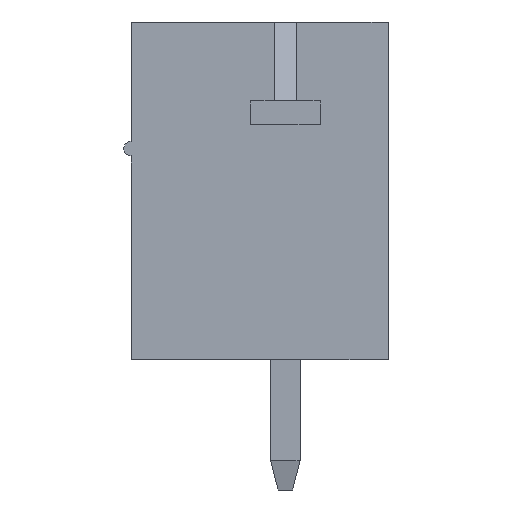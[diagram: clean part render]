
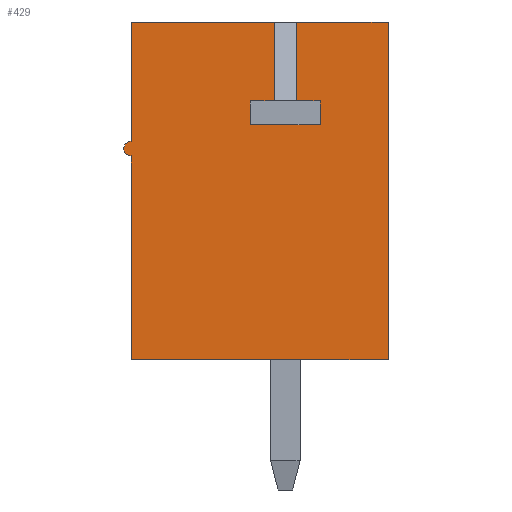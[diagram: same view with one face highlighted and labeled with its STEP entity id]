
A CAD part, left-side view. The second image highlights one B-rep face of the part: STEP entity #429.
In plain terms, the highlighted planar face has unit normal (-1, 0, 0).
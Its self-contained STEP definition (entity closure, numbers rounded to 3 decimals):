
#429 = ADVANCED_FACE( '', ( #1035 ), #1036, .F. );
#1035 = FACE_OUTER_BOUND( '', #1857, .T. );
#1036 = PLANE( '', #1858 );
#1857 = EDGE_LOOP( '', ( #2861, #2862, #2863, #2864, #2865, #2866, #2867, #2868, #2869, #2870, #2871, #2872, #2873, #2874 ) );
#1858 = AXIS2_PLACEMENT_3D( '', #2875, #2876, #2877 );
#2861 = ORIENTED_EDGE( '', *, *, #5247, .T. );
#2862 = ORIENTED_EDGE( '', *, *, #5248, .T. );
#2863 = ORIENTED_EDGE( '', *, *, #5249, .F. );
#2864 = ORIENTED_EDGE( '', *, *, #5250, .T. );
#2865 = ORIENTED_EDGE( '', *, *, #5251, .T. );
#2866 = ORIENTED_EDGE( '', *, *, #5252, .T. );
#2867 = ORIENTED_EDGE( '', *, *, #5253, .F. );
#2868 = ORIENTED_EDGE( '', *, *, #5254, .F. );
#2869 = ORIENTED_EDGE( '', *, *, #5255, .F. );
#2870 = ORIENTED_EDGE( '', *, *, #5256, .T. );
#2871 = ORIENTED_EDGE( '', *, *, #5257, .T. );
#2872 = ORIENTED_EDGE( '', *, *, #5258, .T. );
#2873 = ORIENTED_EDGE( '', *, *, #5259, .T. );
#2874 = ORIENTED_EDGE( '', *, *, #5260, .T. );
#2875 = CARTESIAN_POINT( '', ( -9.3, 0., 0. ) );
#2876 = DIRECTION( '', ( 1., 0., 0. ) );
#2877 = DIRECTION( '', ( 0., 0., -1. ) );
#5247 = EDGE_CURVE( '', #6378, #6379, #6380, .T. );
#5248 = EDGE_CURVE( '', #6379, #6339, #6381, .T. );
#5249 = EDGE_CURVE( '', #6382, #6339, #6383, .T. );
#5250 = EDGE_CURVE( '', #6382, #6384, #6385, .T. );
#5251 = EDGE_CURVE( '', #6384, #6386, #6387, .F. );
#5252 = EDGE_CURVE( '', #6386, #6388, #6389, .T. );
#5253 = EDGE_CURVE( '', #6390, #6388, #6391, .T. );
#5254 = EDGE_CURVE( '', #6392, #6390, #6393, .T. );
#5255 = EDGE_CURVE( '', #6336, #6392, #6394, .T. );
#5256 = EDGE_CURVE( '', #6336, #6395, #6396, .T. );
#5257 = EDGE_CURVE( '', #6395, #6397, #6398, .T. );
#5258 = EDGE_CURVE( '', #6397, #6399, #6400, .T. );
#5259 = EDGE_CURVE( '', #6399, #6401, #6402, .T. );
#5260 = EDGE_CURVE( '', #6401, #6378, #6403, .T. );
#6336 = VERTEX_POINT( '', #7929 );
#6339 = VERTEX_POINT( '', #7933 );
#6378 = VERTEX_POINT( '', #7991 );
#6379 = VERTEX_POINT( '', #7992 );
#6380 = LINE( '', #7993, #7994 );
#6381 = LINE( '', #7995, #7996 );
#6382 = VERTEX_POINT( '', #7997 );
#6383 = LINE( '', #7998, #7999 );
#6384 = VERTEX_POINT( '', #8000 );
#6385 = LINE( '', #8001, #8002 );
#6386 = VERTEX_POINT( '', #8003 );
#6387 = CIRCLE( '', #8004, 0.2 );
#6388 = VERTEX_POINT( '', #8005 );
#6389 = LINE( '', #8006, #8007 );
#6390 = VERTEX_POINT( '', #8008 );
#6391 = LINE( '', #8009, #8010 );
#6392 = VERTEX_POINT( '', #8011 );
#6393 = LINE( '', #8012, #8013 );
#6394 = LINE( '', #8014, #8015 );
#6395 = VERTEX_POINT( '', #8016 );
#6396 = LINE( '', #8017, #8018 );
#6397 = VERTEX_POINT( '', #8019 );
#6398 = LINE( '', #8020, #8021 );
#6399 = VERTEX_POINT( '', #8022 );
#6400 = LINE( '', #8023, #8024 );
#6401 = VERTEX_POINT( '', #8025 );
#6402 = LINE( '', #8026, #8027 );
#6403 = LINE( '', #8028, #8029 );
#7929 = CARTESIAN_POINT( '', ( -9.3, -1.1, 4.6 ) );
#7933 = CARTESIAN_POINT( '', ( -9.3, -0.5, 4.6 ) );
#7991 = CARTESIAN_POINT( '', ( -9.3, 0.15, 2.45 ) );
#7992 = CARTESIAN_POINT( '', ( -9.3, -0.5, 2.45 ) );
#7993 = CARTESIAN_POINT( '', ( -9.3, 0.15, 2.45 ) );
#7994 = VECTOR( '', #9845, 1000. );
#7995 = CARTESIAN_POINT( '', ( -9.3, -0.5, 2.45 ) );
#7996 = VECTOR( '', #9846, 1000. );
#7997 = CARTESIAN_POINT( '', ( -9.3, 3.4, 4.6 ) );
#7998 = CARTESIAN_POINT( '', ( -9.3, 3.6, 4.6 ) );
#7999 = VECTOR( '', #9847, 1000. );
#8000 = CARTESIAN_POINT( '', ( -9.3, 3.4, 1.35 ) );
#8001 = CARTESIAN_POINT( '', ( -9.3, 3.4, 0. ) );
#8002 = VECTOR( '', #9848, 1000. );
#8003 = CARTESIAN_POINT( '', ( -9.3, 3.4, 0.95 ) );
#8004 = AXIS2_PLACEMENT_3D( '', #9849, #9850, #9851 );
#8005 = CARTESIAN_POINT( '', ( -9.3, 3.4, -4.6 ) );
#8006 = CARTESIAN_POINT( '', ( -9.3, 3.4, 0. ) );
#8007 = VECTOR( '', #9852, 1000. );
#8008 = CARTESIAN_POINT( '', ( -9.3, -3.6, -4.6 ) );
#8009 = CARTESIAN_POINT( '', ( -9.3, -3.6, -4.6 ) );
#8010 = VECTOR( '', #9853, 1000. );
#8011 = CARTESIAN_POINT( '', ( -9.3, -3.6, 4.6 ) );
#8012 = CARTESIAN_POINT( '', ( -9.3, -3.6, 4.6 ) );
#8013 = VECTOR( '', #9854, 1000. );
#8014 = CARTESIAN_POINT( '', ( -9.3, 3.6, 4.6 ) );
#8015 = VECTOR( '', #9855, 1000. );
#8016 = CARTESIAN_POINT( '', ( -9.3, -1.1, 2.45 ) );
#8017 = CARTESIAN_POINT( '', ( -9.3, -1.1, 4.6 ) );
#8018 = VECTOR( '', #9856, 1000. );
#8019 = CARTESIAN_POINT( '', ( -9.3, -1.75, 2.45 ) );
#8020 = CARTESIAN_POINT( '', ( -9.3, -1.1, 2.45 ) );
#8021 = VECTOR( '', #9857, 1000. );
#8022 = CARTESIAN_POINT( '', ( -9.3, -1.75, 1.8 ) );
#8023 = CARTESIAN_POINT( '', ( -9.3, -1.75, 2.45 ) );
#8024 = VECTOR( '', #9858, 1000. );
#8025 = CARTESIAN_POINT( '', ( -9.3, 0.15, 1.8 ) );
#8026 = CARTESIAN_POINT( '', ( -9.3, -1.75, 1.8 ) );
#8027 = VECTOR( '', #9859, 1000. );
#8028 = CARTESIAN_POINT( '', ( -9.3, 0.15, 1.8 ) );
#8029 = VECTOR( '', #9860, 1000. );
#9845 = DIRECTION( '', ( 0., -1., 0. ) );
#9846 = DIRECTION( '', ( 0., 0., 1. ) );
#9847 = DIRECTION( '', ( 0., -1., 0. ) );
#9848 = DIRECTION( '', ( 0., 0., -1. ) );
#9849 = CARTESIAN_POINT( '', ( -9.3, 3.4, 1.15 ) );
#9850 = DIRECTION( '', ( 1., 0., 0. ) );
#9851 = DIRECTION( '', ( 0., 0., -1. ) );
#9852 = DIRECTION( '', ( 0., 0., -1. ) );
#9853 = DIRECTION( '', ( 0., 1., 0. ) );
#9854 = DIRECTION( '', ( 0., 0., -1. ) );
#9855 = DIRECTION( '', ( 0., -1., 0. ) );
#9856 = DIRECTION( '', ( 0., 0., -1. ) );
#9857 = DIRECTION( '', ( 0., -1., 0. ) );
#9858 = DIRECTION( '', ( 0., 0., -1. ) );
#9859 = DIRECTION( '', ( 0., 1., 0. ) );
#9860 = DIRECTION( '', ( 0., 0., 1. ) );
